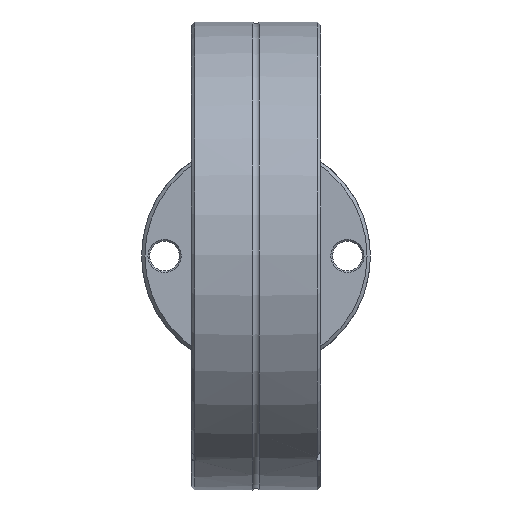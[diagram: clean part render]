
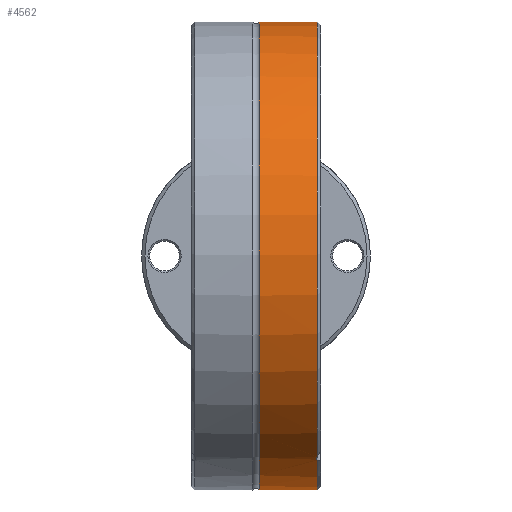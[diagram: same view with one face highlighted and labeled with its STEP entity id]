
A CAD part, front view. The second image highlights one B-rep face of the part: STEP entity #4562.
In plain terms, the highlighted cylindrical face has radius 34.55 mm (diameter 69.1 mm), a full revolution.
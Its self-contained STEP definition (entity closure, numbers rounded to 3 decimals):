
#353=CIRCLE('',#4930,34.55);
#354=CIRCLE('',#4931,34.55);
#355=CIRCLE('',#4932,34.55);
#356=CIRCLE('',#4933,34.55);
#534=FACE_OUTER_BOUND('',#797,.T.);
#797=EDGE_LOOP('',(#3084,#3085,#3086,#3087,#3088,#3089,#3090,#3091,#3092,
#3093,#3094));
#1105=LINE('',#6579,#1388);
#1388=VECTOR('',#5355,34.55);
#1673=B_SPLINE_CURVE_WITH_KNOTS('',3,(#6503,#6504,#6505,#6506,#6507,#6508,
#6509,#6510,#6511,#6512),.UNSPECIFIED.,.F.,.F.,(4,2,2,2,4),(0.959,
1.199,1.439,1.678,1.87),
 .UNSPECIFIED.);
#1676=B_SPLINE_CURVE_WITH_KNOTS('',3,(#6553,#6554,#6555,#6556,#6557,#6558,
#6559,#6560,#6561,#6562),.UNSPECIFIED.,.F.,.F.,(4,2,2,2,4),(0.048,
0.24,0.48,0.719,0.959),
 .UNSPECIFIED.);
#1678=B_SPLINE_CURVE_WITH_KNOTS('',3,(#6581,#6582,#6583,#6584),
 .UNSPECIFIED.,.F.,.F.,(4,4),(0.226,0.279),
 .UNSPECIFIED.);
#1679=B_SPLINE_CURVE_WITH_KNOTS('',3,(#6588,#6589,#6590,#6591,#6592,#6593),
 .UNSPECIFIED.,.F.,.F.,(4,2,4),(0.625,0.678,0.731),
 .UNSPECIFIED.);
#1680=B_SPLINE_CURVE_WITH_KNOTS('',3,(#6596,#6597,#6598,#6599),
 .UNSPECIFIED.,.F.,.F.,(4,4),(0.173,0.226),
 .UNSPECIFIED.);
#1881=VERTEX_POINT('',#6489);
#1882=VERTEX_POINT('',#6502);
#1885=VERTEX_POINT('',#6552);
#1886=VERTEX_POINT('',#6576);
#1887=VERTEX_POINT('',#6578);
#1888=VERTEX_POINT('',#6580);
#1889=VERTEX_POINT('',#6585);
#1890=VERTEX_POINT('',#6587);
#1891=VERTEX_POINT('',#6594);
#2357=EDGE_CURVE('',#1882,#1881,#1673,.T.);
#2361=EDGE_CURVE('',#1885,#1882,#1676,.T.);
#2363=EDGE_CURVE('',#1886,#1881,#353,.T.);
#2364=EDGE_CURVE('',#1886,#1887,#1105,.T.);
#2365=EDGE_CURVE('',#1887,#1888,#1678,.T.);
#2366=EDGE_CURVE('',#1889,#1888,#354,.T.);
#2367=EDGE_CURVE('',#1889,#1890,#1679,.T.);
#2368=EDGE_CURVE('',#1891,#1890,#355,.T.);
#2369=EDGE_CURVE('',#1891,#1887,#1680,.T.);
#2370=EDGE_CURVE('',#1885,#1886,#356,.T.);
#3084=ORIENTED_EDGE('',*,*,#2361,.T.);
#3085=ORIENTED_EDGE('',*,*,#2357,.T.);
#3086=ORIENTED_EDGE('',*,*,#2363,.F.);
#3087=ORIENTED_EDGE('',*,*,#2364,.T.);
#3088=ORIENTED_EDGE('',*,*,#2365,.T.);
#3089=ORIENTED_EDGE('',*,*,#2366,.F.);
#3090=ORIENTED_EDGE('',*,*,#2367,.T.);
#3091=ORIENTED_EDGE('',*,*,#2368,.F.);
#3092=ORIENTED_EDGE('',*,*,#2369,.T.);
#3093=ORIENTED_EDGE('',*,*,#2364,.F.);
#3094=ORIENTED_EDGE('',*,*,#2370,.F.);
#4515=CYLINDRICAL_SURFACE('',#4929,34.55);
#4562=ADVANCED_FACE('',(#534),#4515,.T.);
#4929=AXIS2_PLACEMENT_3D('',#6575,#5351,#5352);
#4930=AXIS2_PLACEMENT_3D('',#6577,#5353,#5354);
#4931=AXIS2_PLACEMENT_3D('',#6586,#5356,#5357);
#4932=AXIS2_PLACEMENT_3D('',#6595,#5358,#5359);
#4933=AXIS2_PLACEMENT_3D('',#6600,#5360,#5361);
#5351=DIRECTION('center_axis',(0.,1.,0.));
#5352=DIRECTION('ref_axis',(-1.,0.,0.));
#5353=DIRECTION('center_axis',(0.,1.,0.));
#5354=DIRECTION('ref_axis',(1.,0.,0.));
#5355=DIRECTION('',(0.,-1.,0.));
#5356=DIRECTION('center_axis',(0.,-1.,0.));
#5357=DIRECTION('ref_axis',(-1.,0.,0.));
#5358=DIRECTION('center_axis',(0.,-1.,0.));
#5359=DIRECTION('ref_axis',(-1.,0.,0.));
#5360=DIRECTION('center_axis',(0.,1.,0.));
#5361=DIRECTION('ref_axis',(1.,0.,0.));
#6489=CARTESIAN_POINT('',(22.466,9.063,-26.249));
#6502=CARTESIAN_POINT('',(17.275,3.2,-29.921));
#6503=CARTESIAN_POINT('Ctrl Pts',(17.275,3.2,-29.921));
#6504=CARTESIAN_POINT('Ctrl Pts',(17.967,3.2,-29.522));
#6505=CARTESIAN_POINT('Ctrl Pts',(18.689,3.36,-29.069));
#6506=CARTESIAN_POINT('Ctrl Pts',(19.988,4.009,-28.192));
#6507=CARTESIAN_POINT('Ctrl Pts',(20.567,4.497,-27.768));
#6508=CARTESIAN_POINT('Ctrl Pts',(21.468,5.623,-27.077));
#6509=CARTESIAN_POINT('Ctrl Pts',(21.851,6.335,-26.765));
#6510=CARTESIAN_POINT('Ctrl Pts',(22.306,7.742,-26.386));
#6511=CARTESIAN_POINT('Ctrl Pts',(22.427,8.411,-26.282));
#6512=CARTESIAN_POINT('Ctrl Pts',(22.466,9.063,-26.249));
#6552=CARTESIAN_POINT('',(11.499,9.063,-32.58));
#6553=CARTESIAN_POINT('Ctrl Pts',(11.499,9.063,-32.58));
#6554=CARTESIAN_POINT('Ctrl Pts',(11.548,8.411,-32.563));
#6555=CARTESIAN_POINT('Ctrl Pts',(11.698,7.742,-32.511));
#6556=CARTESIAN_POINT('Ctrl Pts',(12.253,6.335,-32.306));
#6557=CARTESIAN_POINT('Ctrl Pts',(12.716,5.623,-32.13));
#6558=CARTESIAN_POINT('Ctrl Pts',(13.764,4.497,-31.695));
#6559=CARTESIAN_POINT('Ctrl Pts',(14.421,4.009,-31.406));
#6560=CARTESIAN_POINT('Ctrl Pts',(15.83,3.36,-30.72));
#6561=CARTESIAN_POINT('Ctrl Pts',(16.583,3.2,-30.321));
#6562=CARTESIAN_POINT('Ctrl Pts',(17.275,3.2,-29.921));
#6575=CARTESIAN_POINT('Origin',(0.,4.531,0.));
#6576=CARTESIAN_POINT('',(34.55,9.063,0.));
#6577=CARTESIAN_POINT('Origin',(0.,9.063,0.));
#6578=CARTESIAN_POINT('',(34.55,0.6,0.));
#6579=CARTESIAN_POINT('',(34.55,4.531,0.));
#6580=CARTESIAN_POINT('',(34.546,0.5,-0.539));
#6581=CARTESIAN_POINT('Ctrl Pts',(34.55,0.6,0.));
#6582=CARTESIAN_POINT('Ctrl Pts',(34.55,0.6,-0.176));
#6583=CARTESIAN_POINT('Ctrl Pts',(34.549,0.567,-0.364));
#6584=CARTESIAN_POINT('Ctrl Pts',(34.546,0.5,-0.539));
#6585=CARTESIAN_POINT('',(-34.546,0.5,-0.539));
#6586=CARTESIAN_POINT('Origin',(0.,0.5,0.));
#6587=CARTESIAN_POINT('',(-34.546,0.5,0.539));
#6588=CARTESIAN_POINT('Ctrl Pts',(-34.546,0.5,-0.539));
#6589=CARTESIAN_POINT('Ctrl Pts',(-34.549,0.567,-0.364));
#6590=CARTESIAN_POINT('Ctrl Pts',(-34.55,0.6,-0.176));
#6591=CARTESIAN_POINT('Ctrl Pts',(-34.55,0.6,0.176));
#6592=CARTESIAN_POINT('Ctrl Pts',(-34.549,0.567,0.364));
#6593=CARTESIAN_POINT('Ctrl Pts',(-34.546,0.5,0.539));
#6594=CARTESIAN_POINT('',(34.546,0.5,0.539));
#6595=CARTESIAN_POINT('Origin',(0.,0.5,0.));
#6596=CARTESIAN_POINT('Ctrl Pts',(34.546,0.5,0.539));
#6597=CARTESIAN_POINT('Ctrl Pts',(34.549,0.567,0.364));
#6598=CARTESIAN_POINT('Ctrl Pts',(34.55,0.6,0.176));
#6599=CARTESIAN_POINT('Ctrl Pts',(34.55,0.6,0.));
#6600=CARTESIAN_POINT('Origin',(0.,9.063,0.));
